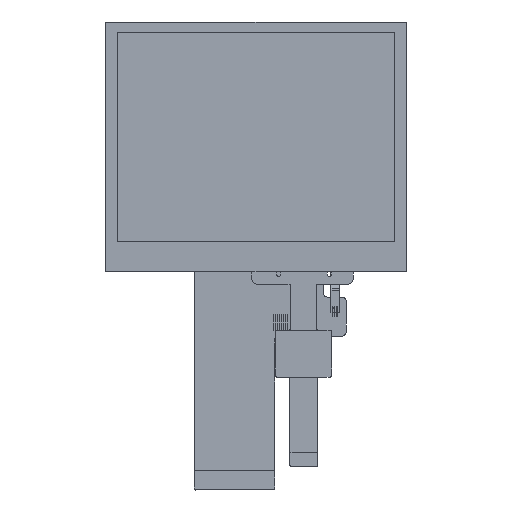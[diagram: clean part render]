
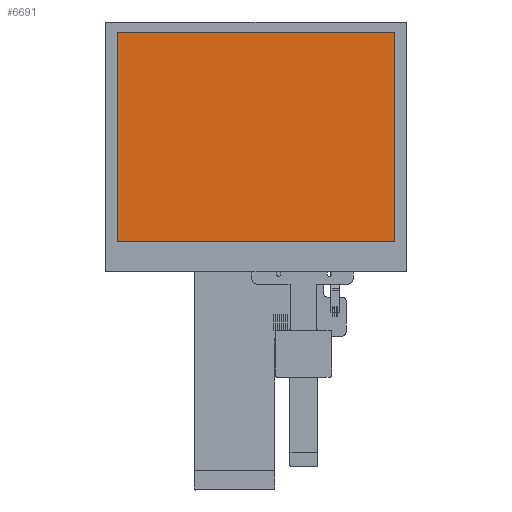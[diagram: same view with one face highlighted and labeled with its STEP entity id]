
A CAD part, top view. The second image highlights one B-rep face of the part: STEP entity #6691.
In plain terms, the highlighted planar face has unit normal (0, 0, 1).
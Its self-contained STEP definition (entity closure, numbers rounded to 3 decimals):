
#184 = ORIENTED_EDGE ( 'NONE', *, *, #5346, .T. ) ;
#355 = CARTESIAN_POINT ( 'NONE',  ( -3.822, 65.124, 103.056 ) ) ;
#580 = CARTESIAN_POINT ( 'NONE',  ( -3.822, 65.124, 103.056 ) ) ;
#649 = LINE ( 'NONE', #580, #3276 ) ;
#652 = EDGE_LOOP ( 'NONE', ( #6171, #8147, #8329, #184 ) ) ;
#782 = VERTEX_POINT ( 'NONE', #985 ) ;
#985 = CARTESIAN_POINT ( 'NONE',  ( -3.822, 118.684, 103.056 ) ) ;
#990 = PLANE ( 'NONE',  #2169 ) ;
#2050 = CARTESIAN_POINT ( 'NONE',  ( 27.205, 60.484, 103.056 ) ) ;
#2169 = AXIS2_PLACEMENT_3D ( 'NONE', #2050, #5002, #2988 ) ;
#2403 = VERTEX_POINT ( 'NONE', #6141 ) ;
#2862 = VECTOR ( 'NONE', #3675, 1000. ) ;
#2988 = DIRECTION ( 'NONE',  ( 0., 1., 0. ) ) ;
#3276 = VECTOR ( 'NONE', #7864, 1000. ) ;
#3675 = DIRECTION ( 'NONE',  ( -1., 0., 0. ) ) ;
#5002 = DIRECTION ( 'NONE',  ( 0., 0., 1. ) ) ;
#5346 = EDGE_CURVE ( 'NONE', #2403, #782, #12864, .T. ) ;
#6141 = CARTESIAN_POINT ( 'NONE',  ( 67.258, 118.684, 103.056 ) ) ;
#6157 = VECTOR ( 'NONE', #10010, 1000. ) ;
#6171 = ORIENTED_EDGE ( 'NONE', *, *, #12450, .T. ) ;
#6262 = FACE_OUTER_BOUND ( 'NONE', #652, .T. ) ;
#6396 = EDGE_CURVE ( 'NONE', #8822, #2403, #11859, .T. ) ;
#6691 = ADVANCED_FACE ( 'NONE', ( #6262 ), #990, .T. ) ;
#7510 = LINE ( 'NONE', #10948, #6157 ) ;
#7864 = DIRECTION ( 'NONE',  ( 1., 0., 0. ) ) ;
#8147 = ORIENTED_EDGE ( 'NONE', *, *, #8944, .T. ) ;
#8329 = ORIENTED_EDGE ( 'NONE', *, *, #6396, .T. ) ;
#8642 = CARTESIAN_POINT ( 'NONE',  ( 67.258, 118.684, 103.056 ) ) ;
#8822 = VERTEX_POINT ( 'NONE', #10615 ) ;
#8944 = EDGE_CURVE ( 'NONE', #12836, #8822, #649, .T. ) ;
#10010 = DIRECTION ( 'NONE',  ( 0., -1., 0. ) ) ;
#10615 = CARTESIAN_POINT ( 'NONE',  ( 67.258, 65.124, 103.056 ) ) ;
#10948 = CARTESIAN_POINT ( 'NONE',  ( -3.822, 118.684, 103.056 ) ) ;
#11344 = VECTOR ( 'NONE', #11793, 1000. ) ;
#11793 = DIRECTION ( 'NONE',  ( 0., 1., 0. ) ) ;
#11859 = LINE ( 'NONE', #12723, #11344 ) ;
#12450 = EDGE_CURVE ( 'NONE', #782, #12836, #7510, .T. ) ;
#12723 = CARTESIAN_POINT ( 'NONE',  ( 67.258, 65.124, 103.056 ) ) ;
#12836 = VERTEX_POINT ( 'NONE', #355 ) ;
#12864 = LINE ( 'NONE', #8642, #2862 ) ;
